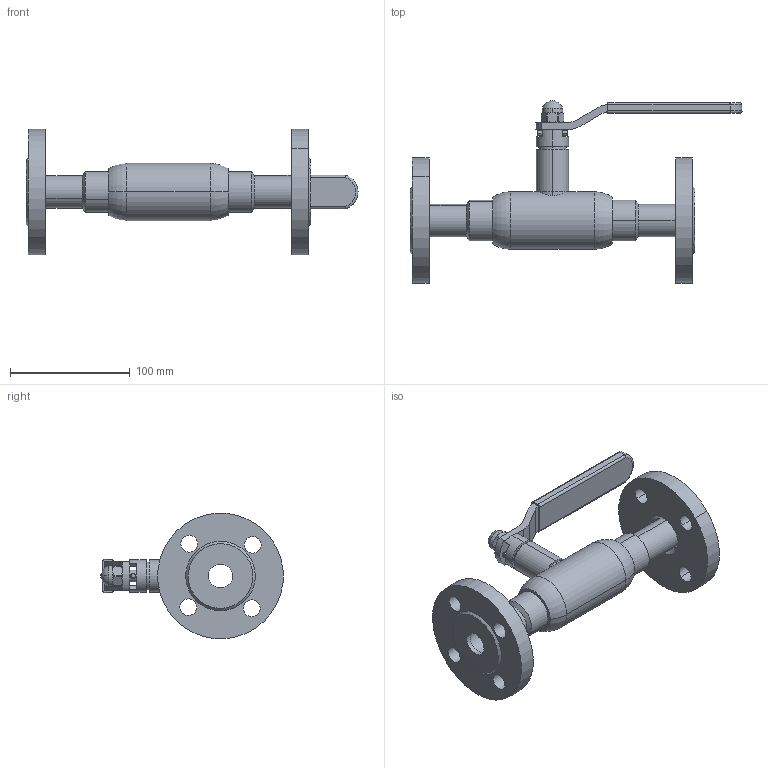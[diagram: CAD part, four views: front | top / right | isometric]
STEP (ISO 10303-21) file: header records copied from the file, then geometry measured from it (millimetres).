
FILE_DESCRIPTION (( 'STEP AP214' ), '1' );
FILE_NAME ('通径DN20法兰球阀PN16.STEP', '2026-01-28T01:26:10', ( '' ), ( '' ), 'SwSTEP 2.0', 'SolidWorks 2022', '' );
FILE_SCHEMA (( 'AUTOMOTIVE_DESIGN' ));
Length unit declared in the file: millimetre
Products named in the file (10): 通径DN20法兰球阀PN16; 20籵噤; Q61F-25-18概裝蹟譫; Q61F-25-3概裝; Q61F-25-17參杶; Q61F-25-16球阀把手; 20楊擘; Q61F-25-15詩种; Q61F-25-1概极..; Q61F-25-5粣杶
Assembly tree (11 placements, depth 2):
  通径DN20法兰球阀PN16
    Q61F-25-1概极..
    Q61F-25-5粣杶
    Q61F-25-3概裝
    Q61F-25-15詩种
    Q61F-25-16球阀把手
    Q61F-25-18概裝蹟譫
    Q61F-25-17參杶
    20籵噤  x2
    20楊擘  x2
Bounding box: 277.36 x 152.37 x 104.74 mm (x, y, z)
Volume: 394948.7 mm3; surface area: 151515.7 mm2
Topology: 11 solids, 11 shells, 228 faces, 525 edges, 330 vertices
Faces by surface type: cylinder 106, plane 68, cone 34, torus 14, bspline 4, sphere 2
Entity records: 9926 total; most frequent: CARTESIAN_POINT 4818, DIRECTION 989, ORIENTED_EDGE 874, EDGE_CURVE 437, AXIS2_PLACEMENT_3D 407, VERTEX_POINT 276, EDGE_LOOP 221, CIRCLE 208
